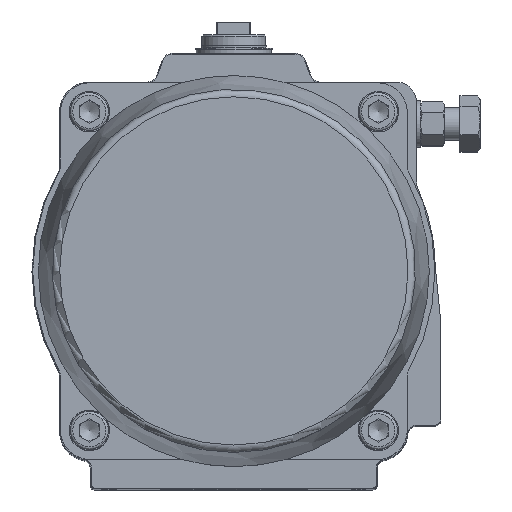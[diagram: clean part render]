
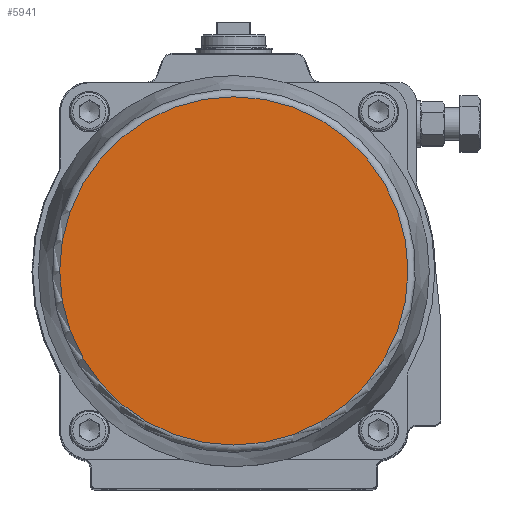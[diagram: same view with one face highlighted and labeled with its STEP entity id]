
A CAD part, top view. The second image highlights one B-rep face of the part: STEP entity #5941.
In plain terms, the highlighted face is planar.
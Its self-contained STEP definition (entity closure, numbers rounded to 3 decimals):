
#2012=ORIENTED_EDGE('',*,*,#3041,.T.);
#3041=EDGE_CURVE('',#3677,#3677,#4106,.T.);
#3677=VERTEX_POINT('',#10676);
#4106=CIRCLE('',#6783,163.933);
#4656=EDGE_LOOP('',(#2012));
#5300=FACE_BOUND('',#4656,.T.);
#5604=PLANE('',#6782);
#5941=ADVANCED_FACE('',(#5300),#5604,.F.);
#6782=AXIS2_PLACEMENT_3D('',#10674,#8402,#8403);
#6783=AXIS2_PLACEMENT_3D('',#10675,#8404,#8405);
#8402=DIRECTION('',(0.,-1.,0.));
#8403=DIRECTION('',(0.,0.,-1.));
#8404=DIRECTION('',(0.,1.,0.));
#8405=DIRECTION('',(0.,0.,1.));
#10674=CARTESIAN_POINT('',(163.933,66.25,0.));
#10675=CARTESIAN_POINT('',(0.,66.25,0.));
#10676=CARTESIAN_POINT('',(0.,66.25,163.933));
